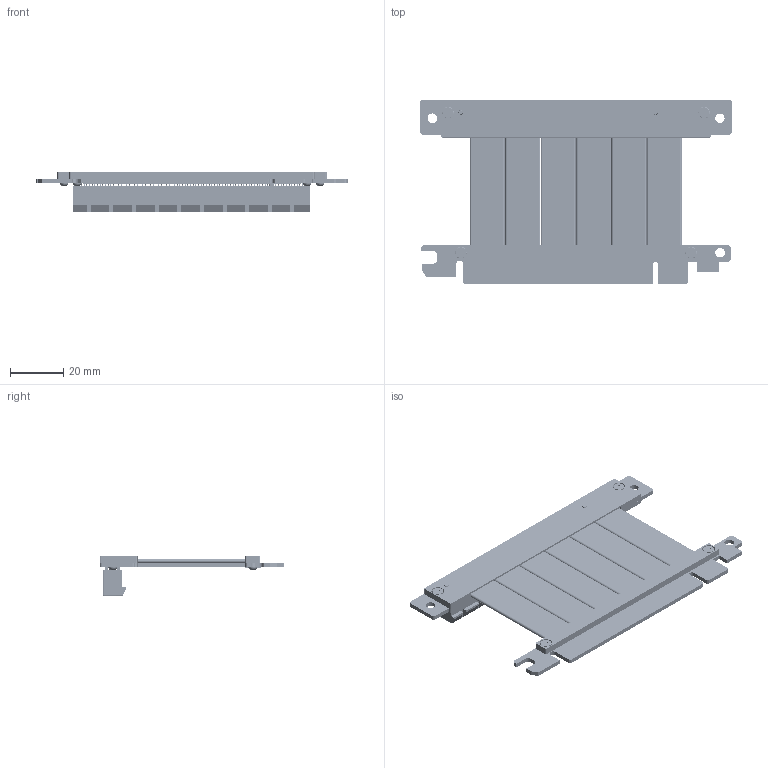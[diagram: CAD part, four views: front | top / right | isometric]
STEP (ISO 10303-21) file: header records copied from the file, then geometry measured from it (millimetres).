
FILE_DESCRIPTION(('Open CASCADE Model'),'2;1');
FILE_NAME('Open CASCADE Shape Model','2020-03-17T21:47:02',('Author'),( 'Open CASCADE'),'Open CASCADE STEP processor 6.8','Open CASCADE 6.8' ,'Unknown');
FILE_SCHEMA(('AUTOMOTIVE_DESIGN { 1 0 10303 214 1 1 1 1 }'));
Length unit declared in the file: millimetre
Products named in the file (15): PCB; Board; Open CASCADE STEP translator 6.8 13.1.1; Free-Models; RP33S-PAD; Hexagon_nut_ISO_4032_(DIN_934)_-_M2_RGB9411503; G0033_RGB9411503; tape-3P_RGB0; G0033_RGB13097436; TE_PCIe_Express_x16_(3.1mm_Pins)_RGB4404530; PCIe_Body_PCIe_x16; Pins_Internal_Pin_(Long); Pins_External_Pin_(Long); RP33R-PAD; cable20-43
Assembly tree (187 placements, depth 4):
  PCB
    Board
      Open CASCADE STEP translator 6.8 13.1.1
    Free-Models
      RP33S-PAD
      Hexagon_nut_ISO_4032_(DIN_934)_-_M2_RGB9411503  x4
      G0033_RGB9411503  x2
      tape-3P_RGB0  x2
      G0033_RGB13097436  x2
      TE_PCIe_Express_x16_(3.1mm_Pins)_RGB4404530
        PCIe_Body_PCIe_x16
        Pins_Internal_Pin_(Long)  x82
        Pins_External_Pin_(Long)  x82
      RP33R-PAD
      cable20-43  x6
Bounding box: 117.03 x 69.42 x 15.4 mm (x, y, z)
Volume: 16294.1 mm3; surface area: 46016.4 mm2
Topology: 424 solids, 424 shells, 9136 faces, 24480 edges, 16050 vertices
Faces by surface type: plane 4741, cylinder 3853, torus 480, cone 52, revolution 8, sphere 2
Full cylindrical faces by diameter (mm): 0.6 x240, 0.7 x164, 1.2 x4, 1.6 x164, 2 x4, 2.2 x7, 2.35 x2, 2.4 x2, 3.5 x1, 3.6 x2, 4.8 x4
Entity records: 110634 total; most frequent: CARTESIAN_POINT 18335, ORIENTED_EDGE 17726, DIRECTION 16861, EDGE_CURVE 8863, LINE 6711, VECTOR 6711, VERTEX_POINT 5852, AXIS2_PLACEMENT_3D 5073
